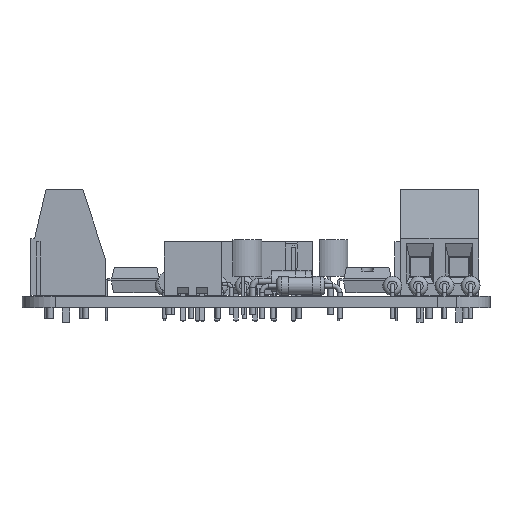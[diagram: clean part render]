
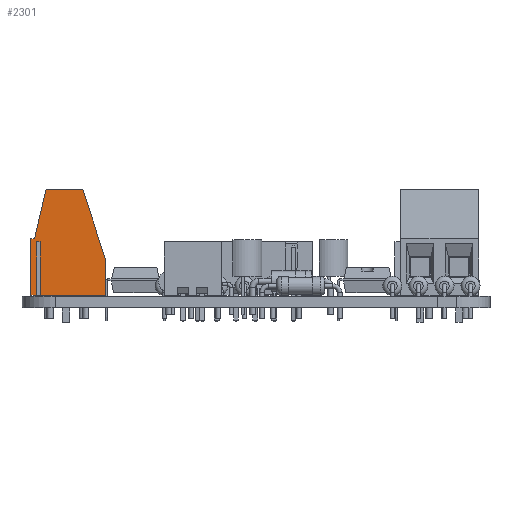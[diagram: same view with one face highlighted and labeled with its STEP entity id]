
A CAD part, left-side view. The second image highlights one B-rep face of the part: STEP entity #2301.
In plain terms, the highlighted face is planar.
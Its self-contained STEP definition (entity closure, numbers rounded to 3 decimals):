
#1860 = VERTEX_POINT('',#1861);
#1861 = CARTESIAN_POINT('',(7.62,-2.6,13.8));
#1867 = EDGE_CURVE('',#1860,#1868,#1870,.T.);
#1868 = VERTEX_POINT('',#1869);
#1869 = CARTESIAN_POINT('',(7.62,-4.1,7.4));
#1870 = LINE('',#1871,#1872);
#1871 = CARTESIAN_POINT('',(7.62,-2.6,13.8));
#1872 = VECTOR('',#1873,1.);
#1873 = DIRECTION('',(0.,-0.228,-0.974));
#1892 = VERTEX_POINT('',#1893);
#1893 = CARTESIAN_POINT('',(7.62,2.2,13.8));
#1899 = EDGE_CURVE('',#1892,#1860,#1900,.T.);
#1900 = LINE('',#1901,#1902);
#1901 = CARTESIAN_POINT('',(7.62,5.2,13.8));
#1902 = VECTOR('',#1903,1.);
#1903 = DIRECTION('',(0.,-1.,0.));
#1937 = EDGE_CURVE('',#1892,#1938,#1940,.T.);
#1938 = VERTEX_POINT('',#1939);
#1939 = CARTESIAN_POINT('',(7.62,5.2,4.57));
#1940 = LINE('',#1941,#1942);
#1941 = CARTESIAN_POINT('',(7.62,2.2,13.8));
#1942 = VECTOR('',#1943,1.);
#1943 = DIRECTION('',(0.,0.309,-0.951));
#1962 = VERTEX_POINT('',#1963);
#1963 = CARTESIAN_POINT('',(7.62,5.2,0.));
#1969 = EDGE_CURVE('',#1962,#1938,#1970,.T.);
#1970 = LINE('',#1971,#1972);
#1971 = CARTESIAN_POINT('',(7.62,5.2,0.));
#1972 = VECTOR('',#1973,1.);
#1973 = DIRECTION('',(0.,0.,1.));
#2009 = EDGE_CURVE('',#2010,#1962,#2012,.T.);
#2010 = VERTEX_POINT('',#2011);
#2011 = CARTESIAN_POINT('',(7.62,-3.37,0.));
#2012 = LINE('',#2013,#2014);
#2013 = CARTESIAN_POINT('',(7.62,-4.6,0.));
#2014 = VECTOR('',#2015,1.);
#2015 = DIRECTION('',(0.,1.,0.));
#2034 = VERTEX_POINT('',#2035);
#2035 = CARTESIAN_POINT('',(7.62,-3.83,0.));
#2041 = EDGE_CURVE('',#2042,#2034,#2044,.T.);
#2042 = VERTEX_POINT('',#2043);
#2043 = CARTESIAN_POINT('',(7.62,-4.6,0.));
#2044 = LINE('',#2045,#2046);
#2045 = CARTESIAN_POINT('',(7.62,-4.6,0.));
#2046 = VECTOR('',#2047,1.);
#2047 = DIRECTION('',(0.,1.,0.));
#2198 = VERTEX_POINT('',#2199);
#2199 = CARTESIAN_POINT('',(7.62,-4.6,7.4));
#2205 = EDGE_CURVE('',#2198,#2042,#2206,.T.);
#2206 = LINE('',#2207,#2208);
#2207 = CARTESIAN_POINT('',(7.62,-4.6,13.8));
#2208 = VECTOR('',#2209,1.);
#2209 = DIRECTION('',(0.,0.,-1.));
#2289 = EDGE_CURVE('',#1868,#2198,#2290,.T.);
#2290 = LINE('',#2291,#2292);
#2291 = CARTESIAN_POINT('',(7.62,-4.1,7.4));
#2292 = VECTOR('',#2293,1.);
#2293 = DIRECTION('',(0.,-1.,0.));
#2301 = ADVANCED_FACE('',(#2302),#2334,.T.);
#2302 = FACE_BOUND('',#2303,.T.);
#2303 = EDGE_LOOP('',(#2304,#2305,#2306,#2307,#2308,#2316,#2324,#2330,
    #2331,#2332,#2333));
#2304 = ORIENTED_EDGE('',*,*,#1867,.T.);
#2305 = ORIENTED_EDGE('',*,*,#2289,.T.);
#2306 = ORIENTED_EDGE('',*,*,#2205,.T.);
#2307 = ORIENTED_EDGE('',*,*,#2041,.T.);
#2308 = ORIENTED_EDGE('',*,*,#2309,.T.);
#2309 = EDGE_CURVE('',#2034,#2310,#2312,.T.);
#2310 = VERTEX_POINT('',#2311);
#2311 = CARTESIAN_POINT('',(7.62,-3.83,7.));
#2312 = LINE('',#2313,#2314);
#2313 = CARTESIAN_POINT('',(7.62,-3.83,0.));
#2314 = VECTOR('',#2315,1.);
#2315 = DIRECTION('',(0.,0.,1.));
#2316 = ORIENTED_EDGE('',*,*,#2317,.T.);
#2317 = EDGE_CURVE('',#2310,#2318,#2320,.T.);
#2318 = VERTEX_POINT('',#2319);
#2319 = CARTESIAN_POINT('',(7.62,-3.37,7.));
#2320 = LINE('',#2321,#2322);
#2321 = CARTESIAN_POINT('',(7.62,-3.83,7.));
#2322 = VECTOR('',#2323,1.);
#2323 = DIRECTION('',(0.,1.,0.));
#2324 = ORIENTED_EDGE('',*,*,#2325,.F.);
#2325 = EDGE_CURVE('',#2010,#2318,#2326,.T.);
#2326 = LINE('',#2327,#2328);
#2327 = CARTESIAN_POINT('',(7.62,-3.37,0.));
#2328 = VECTOR('',#2329,1.);
#2329 = DIRECTION('',(0.,0.,1.));
#2330 = ORIENTED_EDGE('',*,*,#2009,.T.);
#2331 = ORIENTED_EDGE('',*,*,#1969,.T.);
#2332 = ORIENTED_EDGE('',*,*,#1937,.F.);
#2333 = ORIENTED_EDGE('',*,*,#1899,.T.);
#2334 = PLANE('',#2335);
#2335 = AXIS2_PLACEMENT_3D('',#2336,#2337,#2338);
#2336 = CARTESIAN_POINT('',(7.62,0.3,6.9));
#2337 = DIRECTION('',(1.,0.,0.));
#2338 = DIRECTION('',(0.,0.,1.));
